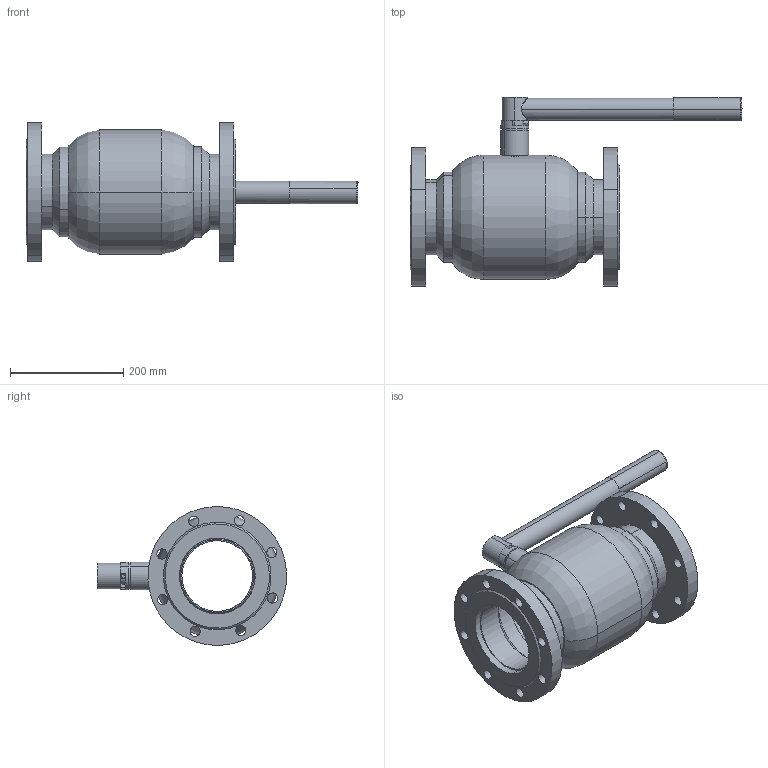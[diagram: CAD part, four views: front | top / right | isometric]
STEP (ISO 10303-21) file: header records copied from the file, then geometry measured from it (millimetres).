
FILE_DESCRIPTION (( 'STEP AP214' ), '1' );
FILE_NAME ('DN125籵噤楊擘爾諉⑩概.STEP', '2026-03-20T05:40:18', ( '' ), ( '' ), 'SwSTEP 2.0', 'SolidWorks 2022', '' );
FILE_SCHEMA (( 'AUTOMOTIVE_DESIGN' ));
Length unit declared in the file: millimetre
Products named in the file (9): Q61F-150-17球阀把手; Q61F-150-1概极樓馱; DN125籵噤楊擘爾諉⑩概; 概裝蜊傻; 125 籵噤傻諉; Q61F-150-18參杶; Q61F-150-5粣杶; 125塘梓16鼠踝; Q61F-150-16詩种
Assembly tree (10 placements, depth 2):
  DN125籵噤楊擘爾諉⑩概
    Q61F-150-1概极樓馱
    Q61F-150-5粣杶
    Q61F-150-16詩种
    Q61F-150-17球阀把手
    125 籵噤傻諉  x2
    概裝蜊傻
    Q61F-150-18參杶
    125塘梓16鼠踝  x2
Bounding box: 586.04 x 333.78 x 244.6 mm (x, y, z)
Volume: 3410713.7 mm3; surface area: 883296.6 mm2
Topology: 10 solids, 10 shells, 229 faces, 528 edges, 333 vertices
Faces by surface type: cylinder 115, plane 64, cone 24, torus 20, bspline 6
Entity records: 9665 total; most frequent: CARTESIAN_POINT 4999, DIRECTION 973, ORIENTED_EDGE 832, EDGE_CURVE 416, AXIS2_PLACEMENT_3D 405, VERTEX_POINT 263, EDGE_LOOP 223, CIRCLE 217
